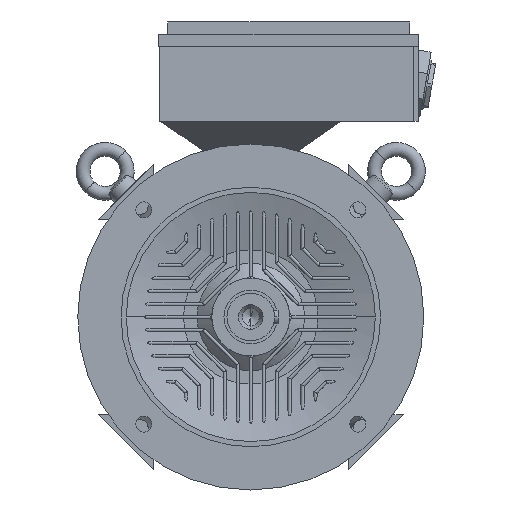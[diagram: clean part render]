
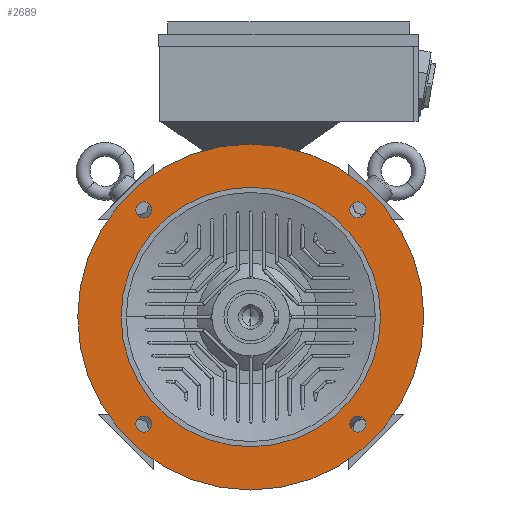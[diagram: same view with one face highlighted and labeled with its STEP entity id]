
A CAD part, left-side view. The second image highlights one B-rep face of the part: STEP entity #2689.
In plain terms, the highlighted planar face has unit normal (-1, 0, 0).
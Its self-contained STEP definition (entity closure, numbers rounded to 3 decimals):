
#2689=ADVANCED_FACE('',(#6059,#6060,#6061,#6062,#6063,#6064),#6065,.T.);
#6059=FACE_BOUND('',#10102,.T.);
#6060=FACE_BOUND('',#10103,.T.);
#6061=FACE_BOUND('',#10104,.T.);
#6062=FACE_BOUND('',#10105,.T.);
#6063=FACE_OUTER_BOUND('',#10106,.T.);
#6064=FACE_BOUND('',#10107,.T.);
#6065=PLANE('',#10108);
#10102=EDGE_LOOP('',(#18337,#18338));
#10103=EDGE_LOOP('',(#18339,#18340));
#10104=EDGE_LOOP('',(#18341,#18342));
#10105=EDGE_LOOP('',(#18343,#18344));
#10106=EDGE_LOOP('',(#18345,#18346));
#10107=EDGE_LOOP('',(#18347,#18348));
#10108=AXIS2_PLACEMENT_3D('',#18349,#18350,#18351);
#18337=ORIENTED_EDGE('',*,*,#27285,.T.);
#18338=ORIENTED_EDGE('',*,*,#24921,.T.);
#18339=ORIENTED_EDGE('',*,*,#27286,.T.);
#18340=ORIENTED_EDGE('',*,*,#24926,.T.);
#18341=ORIENTED_EDGE('',*,*,#27287,.T.);
#18342=ORIENTED_EDGE('',*,*,#24931,.T.);
#18343=ORIENTED_EDGE('',*,*,#27288,.T.);
#18344=ORIENTED_EDGE('',*,*,#24936,.T.);
#18345=ORIENTED_EDGE('',*,*,#24941,.F.);
#18346=ORIENTED_EDGE('',*,*,#27289,.F.);
#18347=ORIENTED_EDGE('',*,*,#25027,.T.);
#18348=ORIENTED_EDGE('',*,*,#27155,.T.);
#18349=CARTESIAN_POINT('',(-87.0,175.0,0.0));
#18350=DIRECTION('',(-1.0,0.0,0.0));
#18351=DIRECTION('',(0.0,-1.0,0.0));
#24921=EDGE_CURVE('',#30098,#30095,#30099,.T.);
#24926=EDGE_CURVE('',#30107,#30104,#30108,.T.);
#24931=EDGE_CURVE('',#30116,#30113,#30117,.T.);
#24936=EDGE_CURVE('',#30125,#30122,#30126,.T.);
#24941=EDGE_CURVE('',#30131,#30134,#30135,.T.);
#25027=EDGE_CURVE('',#30281,#30285,#30287,.T.);
#27155=EDGE_CURVE('',#30285,#30281,#33412,.T.);
#27285=EDGE_CURVE('',#30095,#30098,#33600,.T.);
#27286=EDGE_CURVE('',#30104,#30107,#33601,.T.);
#27287=EDGE_CURVE('',#30113,#30116,#33602,.T.);
#27288=EDGE_CURVE('',#30122,#30125,#33603,.T.);
#27289=EDGE_CURVE('',#30134,#30131,#33604,.T.);
#30095=VERTEX_POINT('',#38385);
#30098=VERTEX_POINT('',#38389);
#30099=CIRCLE('',#38390,9.25);
#30104=VERTEX_POINT('',#38396);
#30107=VERTEX_POINT('',#38400);
#30108=CIRCLE('',#38401,9.25);
#30113=VERTEX_POINT('',#38407);
#30116=VERTEX_POINT('',#38411);
#30117=CIRCLE('',#38412,9.25);
#30122=VERTEX_POINT('',#38418);
#30125=VERTEX_POINT('',#38422);
#30126=CIRCLE('',#38423,9.25);
#30131=VERTEX_POINT('',#38429);
#30134=VERTEX_POINT('',#38433);
#30135=CIRCLE('',#38434,200.0);
#30281=VERTEX_POINT('',#38747);
#30285=VERTEX_POINT('',#38752);
#30287=CIRCLE('',#38755,150.0);
#33412=CIRCLE('',#46932,150.0);
#33600=CIRCLE('',#47244,9.25);
#33601=CIRCLE('',#47245,9.25);
#33602=CIRCLE('',#47246,9.25);
#33603=CIRCLE('',#47247,9.25);
#33604=CIRCLE('',#47248,200.0);
#38385=CARTESIAN_POINT('',(-87.0,-130.284,-130.284));
#38389=CARTESIAN_POINT('',(-87.0,-117.203,-117.203));
#38390=AXIS2_PLACEMENT_3D('',#61731,#61732,#61733);
#38396=CARTESIAN_POINT('',(-87.0,130.284,-130.284));
#38400=CARTESIAN_POINT('',(-87.0,117.203,-117.203));
#38401=AXIS2_PLACEMENT_3D('',#61739,#61740,#61741);
#38407=CARTESIAN_POINT('',(-87.0,130.284,130.284));
#38411=CARTESIAN_POINT('',(-87.0,117.203,117.203));
#38412=AXIS2_PLACEMENT_3D('',#61747,#61748,#61749);
#38418=CARTESIAN_POINT('',(-87.0,-130.284,130.284));
#38422=CARTESIAN_POINT('',(-87.0,-117.203,117.203));
#38423=AXIS2_PLACEMENT_3D('',#61755,#61756,#61757);
#38429=CARTESIAN_POINT('',(-87.0,200.0,0.0));
#38433=CARTESIAN_POINT('',(-87.0,-200.0,0.));
#38434=AXIS2_PLACEMENT_3D('',#61763,#61764,#61765);
#38747=CARTESIAN_POINT('',(-87.0,150.0,0.0));
#38752=CARTESIAN_POINT('',(-87.0,-150.0,0.));
#38755=AXIS2_PLACEMENT_3D('',#61884,#61885,#61886);
#46932=AXIS2_PLACEMENT_3D('',#63783,#63784,#63785);
#47244=AXIS2_PLACEMENT_3D('',#63905,#63906,#63907);
#47245=AXIS2_PLACEMENT_3D('',#63908,#63909,#63910);
#47246=AXIS2_PLACEMENT_3D('',#63911,#63912,#63913);
#47247=AXIS2_PLACEMENT_3D('',#63914,#63915,#63916);
#47248=AXIS2_PLACEMENT_3D('',#63917,#63918,#63919);
#61731=CARTESIAN_POINT('',(-87.0,-123.744,-123.744));
#61732=DIRECTION('',(1.0,0.0,0.0));
#61733=DIRECTION('',(0.0,-0.707,-0.707));
#61739=CARTESIAN_POINT('',(-87.0,123.744,-123.744));
#61740=DIRECTION('',(1.0,-0.0,0.0));
#61741=DIRECTION('',(0.0,0.707,-0.707));
#61747=CARTESIAN_POINT('',(-87.0,123.744,123.744));
#61748=DIRECTION('',(1.0,0.0,-0.0));
#61749=DIRECTION('',(0.0,0.707,0.707));
#61755=CARTESIAN_POINT('',(-87.0,-123.744,123.744));
#61756=DIRECTION('',(1.0,0.0,-0.0));
#61757=DIRECTION('',(0.0,-0.707,0.707));
#61763=CARTESIAN_POINT('',(-87.0,0.0,0.0));
#61764=DIRECTION('',(1.0,0.0,0.0));
#61765=DIRECTION('',(0.0,1.0,0.0));
#61884=CARTESIAN_POINT('',(-87.0,0.0,0.0));
#61885=DIRECTION('',(1.0,0.0,0.0));
#61886=DIRECTION('',(0.0,1.0,0.0));
#63783=CARTESIAN_POINT('',(-87.0,0.0,0.0));
#63784=DIRECTION('',(1.0,0.0,0.0));
#63785=DIRECTION('',(0.0,1.0,0.0));
#63905=CARTESIAN_POINT('',(-87.0,-123.744,-123.744));
#63906=DIRECTION('',(1.0,0.0,0.0));
#63907=DIRECTION('',(0.0,-0.707,-0.707));
#63908=CARTESIAN_POINT('',(-87.0,123.744,-123.744));
#63909=DIRECTION('',(1.0,-0.0,0.0));
#63910=DIRECTION('',(0.0,0.707,-0.707));
#63911=CARTESIAN_POINT('',(-87.0,123.744,123.744));
#63912=DIRECTION('',(1.0,0.0,-0.0));
#63913=DIRECTION('',(0.0,0.707,0.707));
#63914=CARTESIAN_POINT('',(-87.0,-123.744,123.744));
#63915=DIRECTION('',(1.0,0.0,-0.0));
#63916=DIRECTION('',(0.0,-0.707,0.707));
#63917=CARTESIAN_POINT('',(-87.0,0.0,0.0));
#63918=DIRECTION('',(1.0,0.0,0.0));
#63919=DIRECTION('',(0.0,1.0,0.0));
